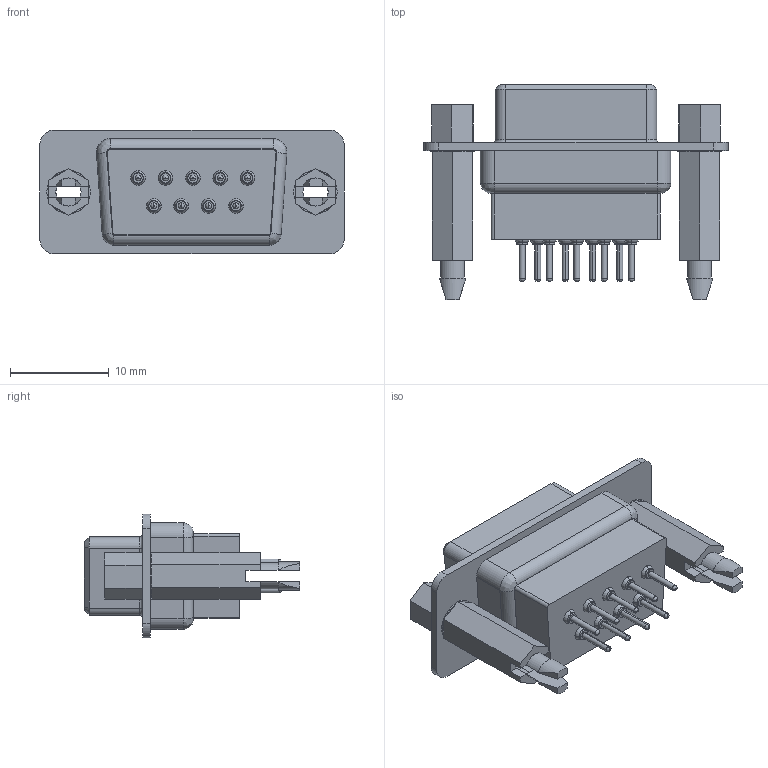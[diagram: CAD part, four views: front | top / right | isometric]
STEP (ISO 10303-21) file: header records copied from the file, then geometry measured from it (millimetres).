
FILE_DESCRIPTION( ('This file contains a STEP AP42 implementation' ,'as created by ZW3D STEP Interface translator.') ,'2;1' );
FILE_NAME( '6222A-XXFHXXB01.stp' ,'231110.144419', (''), ('ZWCAD Software Co.'), 'Version 1.0', 'ZW3D to STEP translator', '' );
FILE_SCHEMA(('AUTOMOTIVE_DESIGN { 1 0 10303 214 1 1 1 1 }'));
Length unit declared in the file: millimetre
Products named in the file (2): 0; 6210_xxfbs002
Bounding box: 30.81 x 21.82 x 12.55 mm (x, y, z)
Volume: 2754.4 mm3; surface area: 3493.6 mm2
Topology: 3 solids, 3 shells, 339 faces, 804 edges, 506 vertices
Faces by surface type: plane 153, cylinder 94, torus 44, bspline 40, cone 8
Entity records: 11116 total; most frequent: CARTESIAN_POINT 2672, DIRECTION 1800, ORIENTED_EDGE 1608, EDGE_CURVE 804, AXIS2_PLACEMENT_3D 705, VERTEX_POINT 506, VECTOR 390, LINE 390
